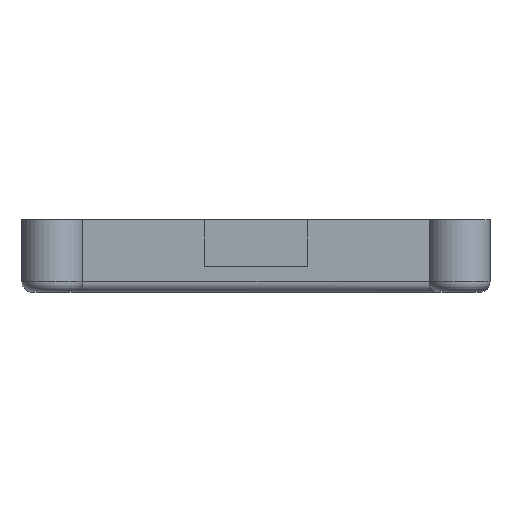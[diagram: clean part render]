
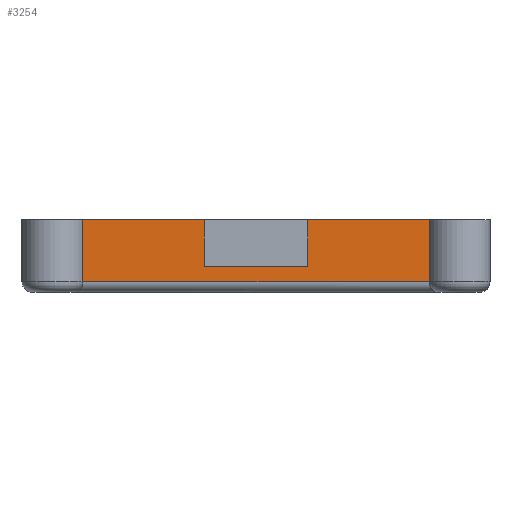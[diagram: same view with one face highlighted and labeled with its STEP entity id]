
A CAD part, left-side view. The second image highlights one B-rep face of the part: STEP entity #3254.
In plain terms, the highlighted planar face has unit normal (-1, 0, 0).
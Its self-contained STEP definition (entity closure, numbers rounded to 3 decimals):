
#90=PLANE('',#3457);
#236=FACE_OUTER_BOUND('',#415,.T.);
#415=EDGE_LOOP('',(#2289,#2290,#2291,#2292,#2293,#2294,#2295,#2296));
#604=LINE('',#4509,#942);
#621=LINE('',#4586,#959);
#622=LINE('',#4590,#960);
#623=LINE('',#4592,#961);
#624=LINE('',#4594,#962);
#625=LINE('',#4596,#963);
#626=LINE('',#4598,#964);
#627=LINE('',#4599,#965);
#942=VECTOR('',#3630,10.);
#959=VECTOR('',#3667,10.);
#960=VECTOR('',#3672,10.);
#961=VECTOR('',#3673,10.);
#962=VECTOR('',#3674,10.);
#963=VECTOR('',#3675,10.);
#964=VECTOR('',#3676,10.);
#965=VECTOR('',#3677,10.);
#1405=VERTEX_POINT('',#4337);
#1414=VERTEX_POINT('',#4446);
#1429=VERTEX_POINT('',#4585);
#1430=VERTEX_POINT('',#4589);
#1431=VERTEX_POINT('',#4591);
#1432=VERTEX_POINT('',#4593);
#1433=VERTEX_POINT('',#4595);
#1434=VERTEX_POINT('',#4597);
#1749=EDGE_CURVE('',#1414,#1405,#604,.T.);
#1770=EDGE_CURVE('',#1405,#1429,#621,.T.);
#1772=EDGE_CURVE('',#1430,#1414,#622,.T.);
#1773=EDGE_CURVE('',#1431,#1430,#623,.T.);
#1774=EDGE_CURVE('',#1432,#1431,#624,.T.);
#1775=EDGE_CURVE('',#1433,#1432,#625,.T.);
#1776=EDGE_CURVE('',#1433,#1434,#626,.T.);
#1777=EDGE_CURVE('',#1429,#1434,#627,.T.);
#2289=ORIENTED_EDGE('',*,*,#1749,.F.);
#2290=ORIENTED_EDGE('',*,*,#1772,.F.);
#2291=ORIENTED_EDGE('',*,*,#1773,.F.);
#2292=ORIENTED_EDGE('',*,*,#1774,.F.);
#2293=ORIENTED_EDGE('',*,*,#1775,.F.);
#2294=ORIENTED_EDGE('',*,*,#1776,.T.);
#2295=ORIENTED_EDGE('',*,*,#1777,.F.);
#2296=ORIENTED_EDGE('',*,*,#1770,.F.);
#3254=ADVANCED_FACE('',(#236),#90,.T.);
#3457=AXIS2_PLACEMENT_3D('',#4588,#3670,#3671);
#3630=DIRECTION('',(0.,1.,0.));
#3667=DIRECTION('',(0.,0.,1.));
#3670=DIRECTION('center_axis',(-1.,0.,0.));
#3671=DIRECTION('ref_axis',(0.,-1.,0.));
#3672=DIRECTION('',(0.,0.,-1.));
#3673=DIRECTION('',(0.,-1.,0.));
#3674=DIRECTION('',(0.,0.,1.));
#3675=DIRECTION('',(0.,-1.,0.));
#3676=DIRECTION('',(0.,0.,1.));
#3677=DIRECTION('',(0.,-1.,0.));
#4337=CARTESIAN_POINT('',(-2.992,-0.75,-21.));
#4446=CARTESIAN_POINT('',(-2.992,-34.25,-21.));
#4509=CARTESIAN_POINT('',(-2.992,-20.,-21.));
#4585=CARTESIAN_POINT('',(-2.992,-0.75,-15.));
#4586=CARTESIAN_POINT('',(-2.992,-0.75,-22.));
#4588=CARTESIAN_POINT('Origin',(-2.992,-22.5,-22.));
#4589=CARTESIAN_POINT('',(-2.992,-34.25,-15.));
#4590=CARTESIAN_POINT('',(-2.992,-34.25,-22.));
#4591=CARTESIAN_POINT('',(-2.992,-22.5,-15.));
#4592=CARTESIAN_POINT('',(-2.992,-0.75,-15.));
#4593=CARTESIAN_POINT('',(-2.992,-22.5,-19.5));
#4594=CARTESIAN_POINT('',(-2.992,-22.5,-22.));
#4595=CARTESIAN_POINT('',(-2.992,-12.5,-19.5));
#4596=CARTESIAN_POINT('',(-2.992,-0.75,-19.5));
#4597=CARTESIAN_POINT('',(-2.992,-12.5,-15.));
#4598=CARTESIAN_POINT('',(-2.992,-12.5,-22.));
#4599=CARTESIAN_POINT('',(-2.992,-0.75,-15.));
